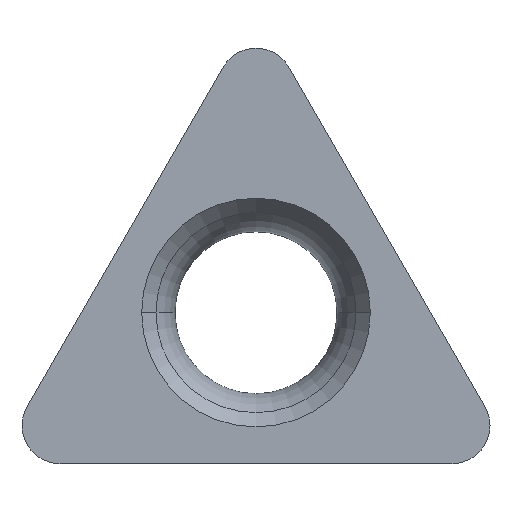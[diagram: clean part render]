
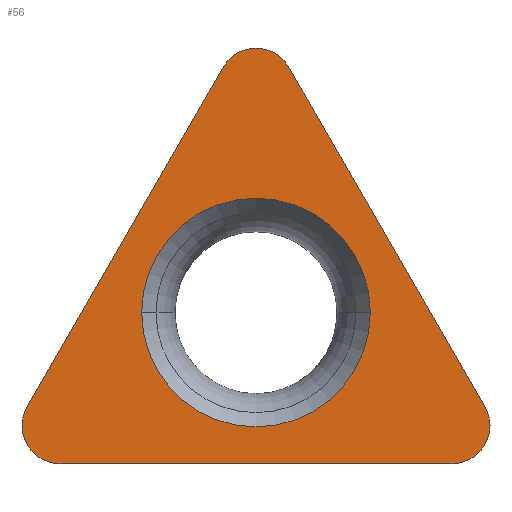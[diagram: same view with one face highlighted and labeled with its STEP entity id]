
A CAD part, top view. The second image highlights one B-rep face of the part: STEP entity #56.
In plain terms, the highlighted planar face has unit normal (0, 0, 1).
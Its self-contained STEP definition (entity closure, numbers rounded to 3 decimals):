
#56=ADVANCED_FACE('',(#75,#76),#70,.T.);
#70=PLANE('',#339);
#75=FACE_BOUND('',#79,.T.);
#76=FACE_BOUND('',#80,.T.);
#79=EDGE_LOOP('',(#95,#96,#97,#98,#99,#100));
#80=EDGE_LOOP('',(#101,#102));
#95=ORIENTED_EDGE('',*,*,#179,.F.);
#96=ORIENTED_EDGE('',*,*,#180,.F.);
#97=ORIENTED_EDGE('',*,*,#181,.F.);
#98=ORIENTED_EDGE('',*,*,#182,.F.);
#99=ORIENTED_EDGE('',*,*,#183,.F.);
#100=ORIENTED_EDGE('',*,*,#184,.F.);
#101=ORIENTED_EDGE('',*,*,#185,.F.);
#102=ORIENTED_EDGE('',*,*,#186,.F.);
#159=VERTEX_POINT('',#470);
#160=VERTEX_POINT('',#471);
#161=VERTEX_POINT('',#473);
#162=VERTEX_POINT('',#475);
#163=VERTEX_POINT('',#477);
#164=VERTEX_POINT('',#479);
#165=VERTEX_POINT('',#482);
#166=VERTEX_POINT('',#483);
#179=EDGE_CURVE('',#159,#160,#216,.T.);
#180=EDGE_CURVE('',#161,#159,#259,.T.);
#181=EDGE_CURVE('',#162,#161,#217,.T.);
#182=EDGE_CURVE('',#163,#162,#260,.T.);
#183=EDGE_CURVE('',#164,#163,#218,.T.);
#184=EDGE_CURVE('',#160,#164,#261,.T.);
#185=EDGE_CURVE('',#165,#166,#219,.T.);
#186=EDGE_CURVE('',#166,#165,#220,.T.);
#216=CIRCLE('',#334,0.8);
#217=CIRCLE('',#335,0.8);
#218=CIRCLE('',#336,0.8);
#219=CIRCLE('',#337,2.4);
#220=CIRCLE('',#338,2.4);
#259=LINE('',#472,#278);
#260=LINE('',#476,#279);
#261=LINE('',#480,#280);
#278=VECTOR('',#383,1.);
#279=VECTOR('',#386,1.);
#280=VECTOR('',#389,1.);
#334=AXIS2_PLACEMENT_3D('',#469,#381,#382);
#335=AXIS2_PLACEMENT_3D('',#474,#384,#385);
#336=AXIS2_PLACEMENT_3D('',#478,#387,#388);
#337=AXIS2_PLACEMENT_3D('',#481,#390,#391);
#338=AXIS2_PLACEMENT_3D('',#484,#392,#393);
#339=AXIS2_PLACEMENT_3D('',#485,#394,#395);
#381=DIRECTION('',(0.,0.,-1.));
#382=DIRECTION('',(0.,-1.,0.));
#383=DIRECTION('',(-1.,0.,0.));
#384=DIRECTION('',(0.,0.,-1.));
#385=DIRECTION('',(0.866,0.5,0.));
#386=DIRECTION('',(0.5,-0.866,0.));
#387=DIRECTION('',(0.,0.,-1.));
#388=DIRECTION('',(-0.866,0.5,0.));
#389=DIRECTION('',(0.5,0.866,0.));
#390=DIRECTION('',(0.,0.,1.));
#391=DIRECTION('',(1.,0.,0.));
#392=DIRECTION('',(0.,0.,1.));
#393=DIRECTION('',(-1.,0.,0.));
#394=DIRECTION('',(0.,0.,1.));
#395=DIRECTION('',(-1.,0.,0.));
#469=CARTESIAN_POINT('',(-4.114,-2.375,0.));
#470=CARTESIAN_POINT('',(-4.114,-3.175,0.));
#471=CARTESIAN_POINT('',(-4.806,-1.975,0.));
#472=CARTESIAN_POINT('',(4.114,-3.175,0.));
#473=CARTESIAN_POINT('',(4.114,-3.175,0.));
#474=CARTESIAN_POINT('',(4.114,-2.375,0.));
#475=CARTESIAN_POINT('',(4.806,-1.975,0.));
#476=CARTESIAN_POINT('',(0.693,5.15,0.));
#477=CARTESIAN_POINT('',(0.693,5.15,0.));
#478=CARTESIAN_POINT('',(0.,4.75,0.));
#479=CARTESIAN_POINT('',(-0.693,5.15,0.));
#480=CARTESIAN_POINT('',(-4.806,-1.975,0.));
#481=CARTESIAN_POINT('',(0.,0.,0.));
#482=CARTESIAN_POINT('',(2.4,0.,0.));
#483=CARTESIAN_POINT('',(-2.4,0.,0.));
#484=CARTESIAN_POINT('',(0.,0.,0.));
#485=CARTESIAN_POINT('',(0.,0.,0.));
